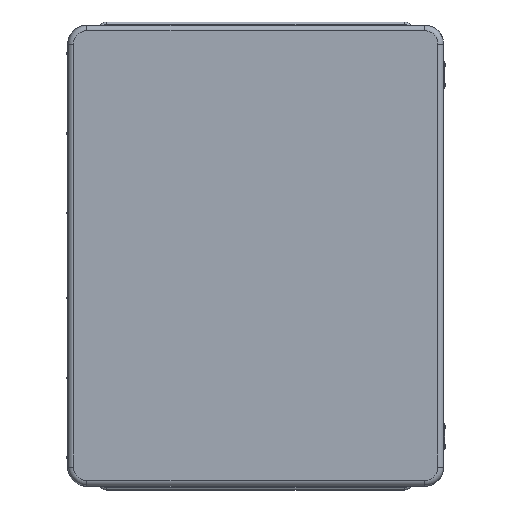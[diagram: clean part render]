
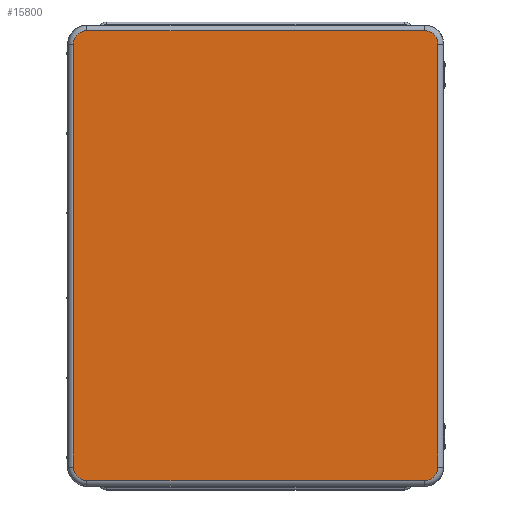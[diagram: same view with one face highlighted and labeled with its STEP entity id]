
A CAD part, top view. The second image highlights one B-rep face of the part: STEP entity #15800.
In plain terms, the highlighted planar face has unit normal (0, 0, 1).
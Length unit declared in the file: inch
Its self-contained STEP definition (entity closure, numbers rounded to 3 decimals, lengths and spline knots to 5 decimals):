
#1276=LINE($,#27055,#2531);
#1278=LINE($,#27075,#2533);
#1281=LINE($,#27082,#2536);
#1283=LINE($,#27097,#2538);
#2531=VECTOR($,#21378,15.87027);
#2533=VECTOR($,#21402,19.87027);
#2536=VECTOR($,#21409,19.87027);
#2538=VECTOR($,#21429,15.87027);
#3144=PLANE($,#17364);
#4798=FACE_OUTER_BOUND($,#6033,.T.);
#6033=EDGE_LOOP($,(#14039,#14040,#14041,#14042,#14043,#14044,#14045,#14046));
#6896=CIRCLE($,#17339,0.63646);
#6900=CIRCLE($,#17344,0.63646);
#6904=CIRCLE($,#17351,0.63646);
#6908=CIRCLE($,#17356,0.63646);
#8262=VERTEX_POINT($,#27052);
#8263=VERTEX_POINT($,#27054);
#8266=VERTEX_POINT($,#27061);
#8267=VERTEX_POINT($,#27066);
#8270=VERTEX_POINT($,#27073);
#8271=VERTEX_POINT($,#27078);
#8274=VERTEX_POINT($,#27085);
#8275=VERTEX_POINT($,#27090);
#10243=EDGE_CURVE($,#8262,#8263,#1276,.T.);
#10247=EDGE_CURVE($,#8266,#8262,#6896,.T.);
#10251=EDGE_CURVE($,#8263,#8267,#6900,.T.);
#10253=EDGE_CURVE($,#8270,#8266,#1278,.T.);
#10257=EDGE_CURVE($,#8267,#8271,#1281,.T.);
#10259=EDGE_CURVE($,#8274,#8270,#6904,.T.);
#10263=EDGE_CURVE($,#8271,#8275,#6908,.T.);
#10265=EDGE_CURVE($,#8275,#8274,#1283,.T.);
#14039=ORIENTED_EDGE($,*,*,#10243,.F.);
#14040=ORIENTED_EDGE($,*,*,#10247,.F.);
#14041=ORIENTED_EDGE($,*,*,#10253,.F.);
#14042=ORIENTED_EDGE($,*,*,#10259,.F.);
#14043=ORIENTED_EDGE($,*,*,#10265,.F.);
#14044=ORIENTED_EDGE($,*,*,#10263,.F.);
#14045=ORIENTED_EDGE($,*,*,#10257,.F.);
#14046=ORIENTED_EDGE($,*,*,#10251,.F.);
#15800=ADVANCED_FACE($,(#4798),#3144,.T.);
#17339=AXIS2_PLACEMENT_3D($,#27063,#21386,#21387);
#17344=AXIS2_PLACEMENT_3D($,#27070,#21396,#21397);
#17351=AXIS2_PLACEMENT_3D($,#27087,#21414,#21415);
#17356=AXIS2_PLACEMENT_3D($,#27094,#21424,#21425);
#17364=AXIS2_PLACEMENT_3D($,#27116,#21449,#21450);
#21378=DIRECTION($,(1.,0.,0.));
#21386=DIRECTION('center_axis',(0.,0.,-1.));
#21387=DIRECTION('ref_axis',(-0.707,0.707,0.));
#21396=DIRECTION('center_axis',(0.,0.,-1.));
#21397=DIRECTION('ref_axis',(0.707,0.707,0.));
#21402=DIRECTION($,(0.,1.,0.));
#21409=DIRECTION($,(0.,-1.,0.));
#21414=DIRECTION('center_axis',(0.,0.,-1.));
#21415=DIRECTION('ref_axis',(-0.707,-0.707,0.));
#21424=DIRECTION('center_axis',(0.,0.,-1.));
#21425=DIRECTION('ref_axis',(0.707,-0.707,0.));
#21429=DIRECTION($,(-1.,0.,0.));
#21449=DIRECTION('center_axis',(0.,0.,1.));
#21450=DIRECTION('ref_axis',(1.,0.,0.));
#27052=CARTESIAN_POINT('',(-7.93514,10.5716,0.8125));
#27054=CARTESIAN_POINT('',(7.93514,10.5716,0.8125));
#27055=CARTESIAN_POINT($,(-7.93514,10.5716,0.8125));
#27061=CARTESIAN_POINT('',(-8.5716,9.93514,0.8125));
#27063=CARTESIAN_POINT('Origin',(-7.93514,9.93514,0.8125));
#27066=CARTESIAN_POINT('',(8.5716,9.93514,0.8125));
#27070=CARTESIAN_POINT('Origin',(7.93514,9.93514,0.8125));
#27073=CARTESIAN_POINT('',(-8.5716,-9.93514,0.8125));
#27075=CARTESIAN_POINT($,(-8.5716,-9.93514,0.8125));
#27078=CARTESIAN_POINT('',(8.5716,-9.93514,0.8125));
#27082=CARTESIAN_POINT($,(8.5716,9.93514,0.8125));
#27085=CARTESIAN_POINT('',(-7.93514,-10.5716,0.8125));
#27087=CARTESIAN_POINT('Origin',(-7.93514,-9.93514,0.8125));
#27090=CARTESIAN_POINT('',(7.93514,-10.5716,0.8125));
#27094=CARTESIAN_POINT('Origin',(7.93514,-9.93514,0.8125));
#27097=CARTESIAN_POINT($,(7.93514,-10.5716,0.8125));
#27116=CARTESIAN_POINT('Origin',(0.,0.,0.8125));
